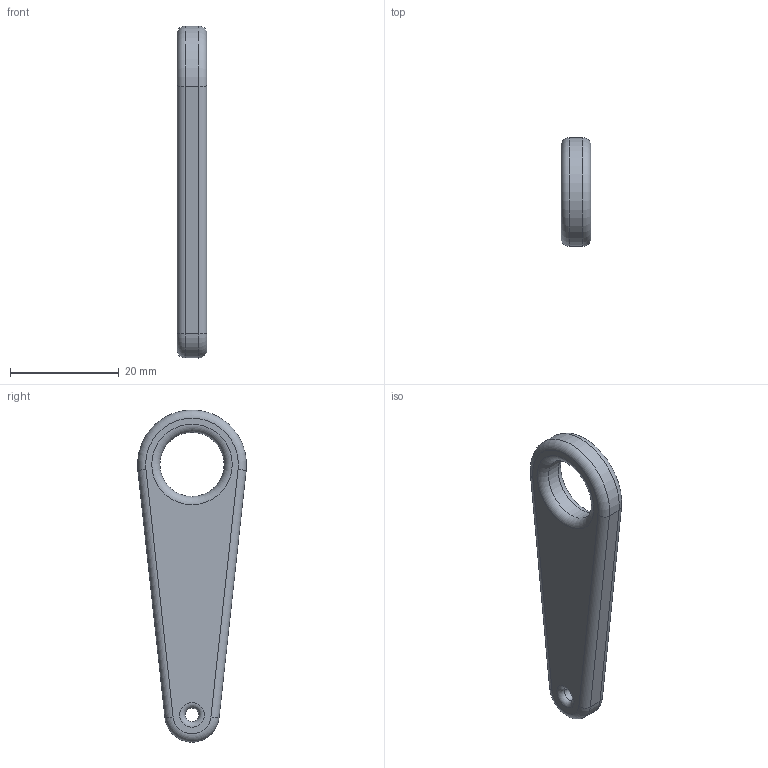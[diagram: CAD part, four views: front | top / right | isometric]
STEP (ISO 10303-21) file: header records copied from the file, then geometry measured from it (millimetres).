
FILE_DESCRIPTION(/* description */ (''),/* implementation_level */ '2;1');
FILE_NAME(/* name */ 'SRT_Biela.step',/* time_stamp */ '2023-10-29T22:09:30-03:00',/* author */ (''),/* organization */ (''),/* preprocessor_version */ 'ST-DEVELOPER v20',/* originating_system */ 'Autodesk Translation Framework v12.14.0.127',/* authorisation */ '');
FILE_SCHEMA (('AUTOMOTIVE_DESIGN { 1 0 10303 214 3 1 1 }'));
Length unit declared in the file: millimetre
Products named in the file (2): Piezas mecanismo 4; Biela
Assembly tree (1 placements, depth 2):
  Piezas mecanismo 4
    Biela
Bounding box: 5.5 x 19.97 x 60.98 mm (x, y, z)
Volume: 4094.2 mm3; surface area: 2334.2 mm2
Topology: 1 solids, 1 shells, 20 faces, 46 edges, 28 vertices
Faces by surface type: torus 8, cylinder 8, plane 4
Full cylindrical faces by diameter (mm): 2.5 x1, 11.8 x1
Entity records: 646 total; most frequent: DIRECTION 124, CARTESIAN_POINT 97, ORIENTED_EDGE 92, AXIS2_PLACEMENT_3D 55, EDGE_CURVE 46, CIRCLE 32, VERTEX_POINT 28, EDGE_LOOP 24
